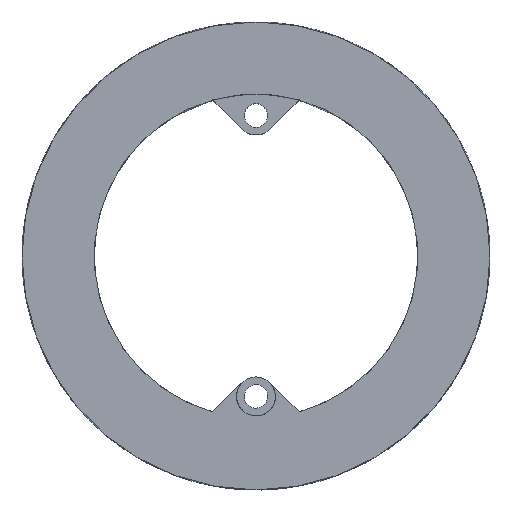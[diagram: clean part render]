
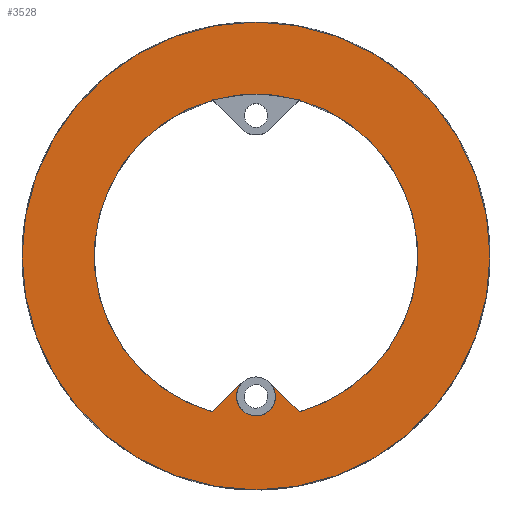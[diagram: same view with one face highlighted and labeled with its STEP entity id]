
A CAD part, top view. The second image highlights one B-rep face of the part: STEP entity #3528.
In plain terms, the highlighted planar face has unit normal (0, 0, 1).
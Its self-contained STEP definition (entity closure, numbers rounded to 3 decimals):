
#18=FACE_BOUND('',#481,.T.);
#110=PLANE('',#3916);
#291=FACE_OUTER_BOUND('',#480,.T.);
#480=EDGE_LOOP('',(#3195));
#481=EDGE_LOOP('',(#3196,#3197,#3198,#3199,#3200));
#500=CIRCLE('',#3547,20.75);
#581=CIRCLE('',#3640,30.);
#693=CIRCLE('',#3910,2.5);
#695=CIRCLE('',#3913,2.5);
#1006=LINE('',#6039,#1322);
#1011=LINE('',#6056,#1327);
#1322=VECTOR('',#4968,10.);
#1327=VECTOR('',#4987,10.);
#1342=VERTEX_POINT('',#5060);
#1344=VERTEX_POINT('',#5063);
#1483=VERTEX_POINT('',#5358);
#1662=VERTEX_POINT('',#6038);
#1664=VERTEX_POINT('',#6044);
#1666=VERTEX_POINT('',#6050);
#1685=EDGE_CURVE('',#1344,#1342,#500,.T.);
#1829=EDGE_CURVE('',#1483,#1483,#581,.T.);
#2173=EDGE_CURVE('',#1662,#1342,#1006,.T.);
#2176=EDGE_CURVE('',#1664,#1662,#693,.T.);
#2179=EDGE_CURVE('',#1666,#1664,#695,.T.);
#2182=EDGE_CURVE('',#1666,#1344,#1011,.T.);
#3195=ORIENTED_EDGE('',*,*,#1829,.T.);
#3196=ORIENTED_EDGE('',*,*,#2173,.F.);
#3197=ORIENTED_EDGE('',*,*,#2176,.F.);
#3198=ORIENTED_EDGE('',*,*,#2179,.F.);
#3199=ORIENTED_EDGE('',*,*,#2182,.T.);
#3200=ORIENTED_EDGE('',*,*,#1685,.T.);
#3528=ADVANCED_FACE('',(#291,#18),#110,.T.);
#3547=AXIS2_PLACEMENT_3D('',#5064,#3949,#3950);
#3640=AXIS2_PLACEMENT_3D('',#5359,#4198,#4199);
#3910=AXIS2_PLACEMENT_3D('',#6045,#4973,#4974);
#3913=AXIS2_PLACEMENT_3D('',#6051,#4980,#4981);
#3916=AXIS2_PLACEMENT_3D('',#6058,#4989,#4990);
#3949=DIRECTION('center_axis',(0.,0.,-1.));
#3950=DIRECTION('ref_axis',(0.,1.,0.));
#4198=DIRECTION('center_axis',(0.,0.,1.));
#4199=DIRECTION('ref_axis',(1.,0.,0.));
#4968=DIRECTION('',(0.706,-0.708,0.));
#4973=DIRECTION('center_axis',(0.,0.,1.));
#4974=DIRECTION('ref_axis',(-1.,0.,0.));
#4980=DIRECTION('center_axis',(0.,0.,1.));
#4981=DIRECTION('ref_axis',(-1.,0.,0.));
#4987=DIRECTION('',(-0.706,-0.708,0.));
#4989=DIRECTION('center_axis',(0.,0.,1.));
#4990=DIRECTION('ref_axis',(-1.,0.,0.));
#5060=CARTESIAN_POINT('',(62.449,-156.852,13.2));
#5063=CARTESIAN_POINT('',(51.411,-156.853,13.2));
#5064=CARTESIAN_POINT('Origin',(56.93,-136.85,13.2));
#5358=CARTESIAN_POINT('',(26.93,-136.85,13.2));
#5359=CARTESIAN_POINT('Origin',(56.93,-136.85,13.2));
#6038=CARTESIAN_POINT('',(58.7,-153.094,13.2));
#6039=CARTESIAN_POINT('',(58.7,-153.094,13.2));
#6044=CARTESIAN_POINT('',(56.044,-157.198,13.2));
#6045=CARTESIAN_POINT('Origin',(56.93,-154.86,13.2));
#6050=CARTESIAN_POINT('',(55.135,-153.12,13.2));
#6051=CARTESIAN_POINT('Origin',(56.93,-154.86,13.2));
#6056=CARTESIAN_POINT('',(55.16,-153.094,13.2));
#6058=CARTESIAN_POINT('Origin',(56.93,-155.347,13.2));
